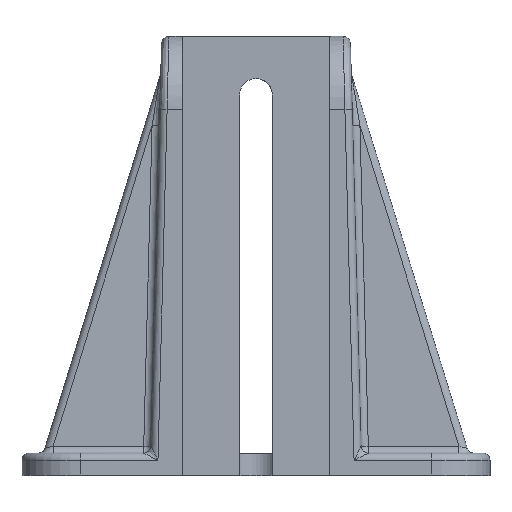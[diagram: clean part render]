
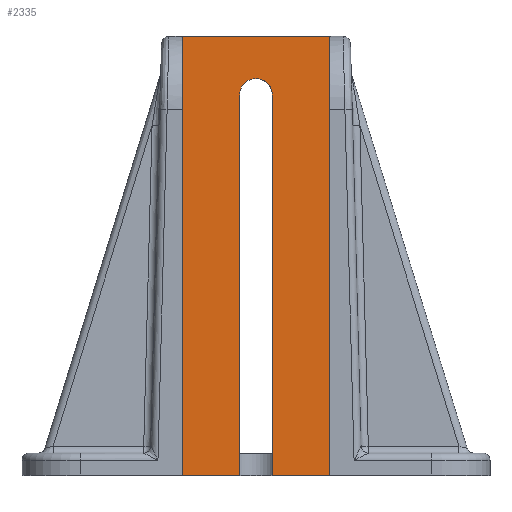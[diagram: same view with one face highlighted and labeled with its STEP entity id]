
A CAD part, top view. The second image highlights one B-rep face of the part: STEP entity #2335.
In plain terms, the highlighted planar face has unit normal (0, 0, 1).
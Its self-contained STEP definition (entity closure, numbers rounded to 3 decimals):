
#30 = CARTESIAN_POINT ( 'NONE',  ( 4.5, 0., 2.5 ) ) ;
#116 = DIRECTION ( 'NONE',  ( 0., -1., 0. ) ) ;
#255 = CARTESIAN_POINT ( 'NONE',  ( -20.2, 0., 2.5 ) ) ;
#328 = CARTESIAN_POINT ( 'NONE',  ( -4.5, 104., 2.5 ) ) ;
#334 = ORIENTED_EDGE ( 'NONE', *, *, #4982, .T. ) ;
#423 = DIRECTION ( 'NONE',  ( -1., 0., 0. ) ) ;
#450 = LINE ( 'NONE', #3284, #3821 ) ;
#550 = CARTESIAN_POINT ( 'NONE',  ( 4.5, 104., 2.5 ) ) ;
#692 = AXIS2_PLACEMENT_3D ( 'NONE', #4714, #1439, #2688 ) ;
#760 = ORIENTED_EDGE ( 'NONE', *, *, #2640, .T. ) ;
#891 = DIRECTION ( 'NONE',  ( 0., 0., -1. ) ) ;
#1026 = CARTESIAN_POINT ( 'NONE',  ( 20.2, 120., 2.5 ) ) ;
#1137 = LINE ( 'NONE', #255, #5189 ) ;
#1152 = EDGE_CURVE ( 'NONE', #3422, #3018, #4160, .T. ) ;
#1174 = LINE ( 'NONE', #2834, #1563 ) ;
#1261 = CARTESIAN_POINT ( 'NONE',  ( -4.5, 0., 2.5 ) ) ;
#1292 = ORIENTED_EDGE ( 'NONE', *, *, #4310, .F. ) ;
#1355 = PLANE ( 'NONE',  #3929 ) ;
#1377 = EDGE_CURVE ( 'NONE', #4470, #4901, #450, .T. ) ;
#1439 = DIRECTION ( 'NONE',  ( 0., 0., 1. ) ) ;
#1563 = VECTOR ( 'NONE', #4861, 1000. ) ;
#1710 = ORIENTED_EDGE ( 'NONE', *, *, #2843, .F. ) ;
#1764 = ORIENTED_EDGE ( 'NONE', *, *, #2512, .T. ) ;
#2208 = DIRECTION ( 'NONE',  ( 0., 1., 0. ) ) ;
#2324 = DIRECTION ( 'NONE',  ( 1., 0., 0. ) ) ;
#2335 = ADVANCED_FACE ( 'NONE', ( #4140 ), #1355, .F. ) ;
#2424 = VECTOR ( 'NONE', #3723, 1000. ) ;
#2433 = VECTOR ( 'NONE', #116, 1000. ) ;
#2512 = EDGE_CURVE ( 'NONE', #2734, #4227, #1137, .T. ) ;
#2640 = EDGE_CURVE ( 'NONE', #4409, #4470, #3779, .T. ) ;
#2688 = DIRECTION ( 'NONE',  ( -1., 0., 0. ) ) ;
#2734 = VERTEX_POINT ( 'NONE', #30 ) ;
#2834 = CARTESIAN_POINT ( 'NONE',  ( -20.2, 0., 2.5 ) ) ;
#2843 = EDGE_CURVE ( 'NONE', #4409, #4227, #4677, .T. ) ;
#2855 = ORIENTED_EDGE ( 'NONE', *, *, #1377, .T. ) ;
#2915 = ORIENTED_EDGE ( 'NONE', *, *, #1152, .F. ) ;
#2949 = CARTESIAN_POINT ( 'NONE',  ( 141.62, 120., 2.5 ) ) ;
#2960 = EDGE_LOOP ( 'NONE', ( #4807, #1292, #1764, #1710, #760, #2855, #334, #2915 ) ) ;
#3018 = VERTEX_POINT ( 'NONE', #3419 ) ;
#3284 = CARTESIAN_POINT ( 'NONE',  ( -20.2, 6., 2.5 ) ) ;
#3338 = CARTESIAN_POINT ( 'NONE',  ( -20.2, 6., 2.5 ) ) ;
#3340 = EDGE_CURVE ( 'NONE', #4565, #3422, #4337, .T. ) ;
#3419 = CARTESIAN_POINT ( 'NONE',  ( -4.5, 0., 2.5 ) ) ;
#3422 = VERTEX_POINT ( 'NONE', #328 ) ;
#3658 = CARTESIAN_POINT ( 'NONE',  ( -20.2, 0., 2.5 ) ) ;
#3701 = DIRECTION ( 'NONE',  ( -1., 0., 0. ) ) ;
#3723 = DIRECTION ( 'NONE',  ( 0., -1., 0. ) ) ;
#3779 = LINE ( 'NONE', #2949, #4060 ) ;
#3821 = VECTOR ( 'NONE', #4872, 1000. ) ;
#3835 = CARTESIAN_POINT ( 'NONE',  ( 20.2, 6., 2.5 ) ) ;
#3882 = CARTESIAN_POINT ( 'NONE',  ( -20.2, 120., 2.5 ) ) ;
#3929 = AXIS2_PLACEMENT_3D ( 'NONE', #3338, #891, #423 ) ;
#4060 = VECTOR ( 'NONE', #3701, 1000. ) ;
#4140 = FACE_OUTER_BOUND ( 'NONE', #2960, .T. ) ;
#4160 = LINE ( 'NONE', #1261, #2424 ) ;
#4227 = VERTEX_POINT ( 'NONE', #4370 ) ;
#4310 = EDGE_CURVE ( 'NONE', #2734, #4565, #5021, .T. ) ;
#4337 = CIRCLE ( 'NONE', #692, 4.5 ) ;
#4370 = CARTESIAN_POINT ( 'NONE',  ( 20.2, 0., 2.5 ) ) ;
#4380 = VECTOR ( 'NONE', #2208, 1000. ) ;
#4409 = VERTEX_POINT ( 'NONE', #1026 ) ;
#4470 = VERTEX_POINT ( 'NONE', #3882 ) ;
#4535 = CARTESIAN_POINT ( 'NONE',  ( 4.5, 104., 2.5 ) ) ;
#4565 = VERTEX_POINT ( 'NONE', #4535 ) ;
#4677 = LINE ( 'NONE', #3835, #2433 ) ;
#4714 = CARTESIAN_POINT ( 'NONE',  ( 0., 104., 2.5 ) ) ;
#4807 = ORIENTED_EDGE ( 'NONE', *, *, #3340, .F. ) ;
#4861 = DIRECTION ( 'NONE',  ( 1., 0., 0. ) ) ;
#4872 = DIRECTION ( 'NONE',  ( 0., -1., 0. ) ) ;
#4901 = VERTEX_POINT ( 'NONE', #3658 ) ;
#4982 = EDGE_CURVE ( 'NONE', #4901, #3018, #1174, .T. ) ;
#5021 = LINE ( 'NONE', #550, #4380 ) ;
#5189 = VECTOR ( 'NONE', #2324, 1000. ) ;
